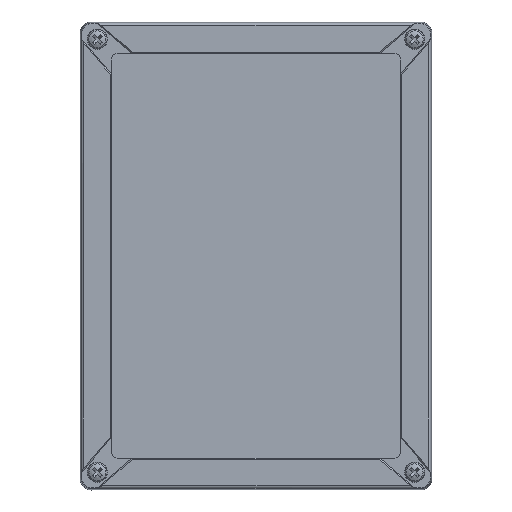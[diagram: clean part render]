
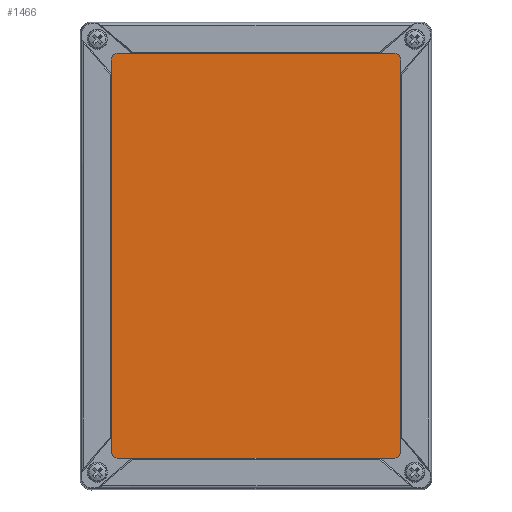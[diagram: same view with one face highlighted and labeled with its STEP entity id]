
A CAD part, top view. The second image highlights one B-rep face of the part: STEP entity #1466.
In plain terms, the highlighted planar face has unit normal (0, 0, 1).
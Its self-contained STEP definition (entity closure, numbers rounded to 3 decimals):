
#1466 = ADVANCED_FACE( '', ( #3314 ), #3315, .T. );
#3314 = FACE_OUTER_BOUND( '', #5618, .T. );
#3315 = PLANE( '', #5619 );
#5618 = EDGE_LOOP( '', ( #9760, #9761, #9762, #9763, #9764, #9765, #9766, #9767 ) );
#5619 = AXIS2_PLACEMENT_3D( '', #9768, #9769, #9770 );
#9760 = ORIENTED_EDGE( '', *, *, #14673, .T. );
#9761 = ORIENTED_EDGE( '', *, *, #14674, .T. );
#9762 = ORIENTED_EDGE( '', *, *, #14664, .T. );
#9763 = ORIENTED_EDGE( '', *, *, #13503, .T. );
#9764 = ORIENTED_EDGE( '', *, *, #14675, .T. );
#9765 = ORIENTED_EDGE( '', *, *, #13549, .T. );
#9766 = ORIENTED_EDGE( '', *, *, #13422, .T. );
#9767 = ORIENTED_EDGE( '', *, *, #13483, .T. );
#9768 = CARTESIAN_POINT( '', ( -59.5, 84.5, 29.1 ) );
#9769 = DIRECTION( '', ( 0., 0., 1. ) );
#9770 = DIRECTION( '', ( 1., 0., 0. ) );
#13422 = EDGE_CURVE( '', #16077, #16075, #16078, .T. );
#13483 = EDGE_CURVE( '', #16075, #16182, #16184, .T. );
#13503 = EDGE_CURVE( '', #16218, #16216, #16219, .T. );
#13549 = EDGE_CURVE( '', #16296, #16077, #16297, .T. );
#14664 = EDGE_CURVE( '', #18029, #16218, #18030, .T. );
#14673 = EDGE_CURVE( '', #16182, #18040, #18041, .T. );
#14674 = EDGE_CURVE( '', #18040, #18029, #18042, .T. );
#14675 = EDGE_CURVE( '', #16216, #16296, #18043, .T. );
#16075 = VERTEX_POINT( '', #19901 );
#16077 = VERTEX_POINT( '', #19904 );
#16078 = CIRCLE( '', #19905, 3. );
#16182 = VERTEX_POINT( '', #20061 );
#16184 = LINE( '', #20064, #20065 );
#16216 = VERTEX_POINT( '', #20126 );
#16218 = VERTEX_POINT( '', #20129 );
#16219 = LINE( '', #20130, #20131 );
#16296 = VERTEX_POINT( '', #20239 );
#16297 = LINE( '', #20240, #20241 );
#18029 = VERTEX_POINT( '', #22922 );
#18030 = CIRCLE( '', #22923, 3. );
#18040 = VERTEX_POINT( '', #22938 );
#18041 = CIRCLE( '', #22939, 3. );
#18042 = LINE( '', #22940, #22941 );
#18043 = CIRCLE( '', #22942, 3. );
#19901 = CARTESIAN_POINT( '', ( 59.5, 87.5, 29.1 ) );
#19904 = CARTESIAN_POINT( '', ( 62.5, 84.5, 29.1 ) );
#19905 = AXIS2_PLACEMENT_3D( '', #25057, #25058, #25059 );
#20061 = CARTESIAN_POINT( '', ( -59.5, 87.5, 29.1 ) );
#20064 = CARTESIAN_POINT( '', ( 59.5, 87.5, 29.1 ) );
#20065 = VECTOR( '', #25137, 1000. );
#20126 = CARTESIAN_POINT( '', ( 59.5, -87.5, 29.1 ) );
#20129 = CARTESIAN_POINT( '', ( -59.5, -87.5, 29.1 ) );
#20130 = CARTESIAN_POINT( '', ( -59.5, -87.5, 29.1 ) );
#20131 = VECTOR( '', #25160, 1000. );
#20239 = CARTESIAN_POINT( '', ( 62.5, -84.5, 29.1 ) );
#20240 = CARTESIAN_POINT( '', ( 62.5, -84.5, 29.1 ) );
#20241 = VECTOR( '', #25207, 1000. );
#22922 = CARTESIAN_POINT( '', ( -62.5, -84.5, 29.1 ) );
#22923 = AXIS2_PLACEMENT_3D( '', #26572, #26573, #26574 );
#22938 = CARTESIAN_POINT( '', ( -62.5, 84.5, 29.1 ) );
#22939 = AXIS2_PLACEMENT_3D( '', #26580, #26581, #26582 );
#22940 = CARTESIAN_POINT( '', ( -62.5, 84.5, 29.1 ) );
#22941 = VECTOR( '', #26583, 1000. );
#22942 = AXIS2_PLACEMENT_3D( '', #26584, #26585, #26586 );
#25057 = CARTESIAN_POINT( '', ( 59.5, 84.5, 29.1 ) );
#25058 = DIRECTION( '', ( 0., 0., 1. ) );
#25059 = DIRECTION( '', ( 1., 0., 0. ) );
#25137 = DIRECTION( '', ( -1., 0., 0. ) );
#25160 = DIRECTION( '', ( 1., 0., 0. ) );
#25207 = DIRECTION( '', ( 0., 1., 0. ) );
#26572 = CARTESIAN_POINT( '', ( -59.5, -84.5, 29.1 ) );
#26573 = DIRECTION( '', ( 0., 0., 1. ) );
#26574 = DIRECTION( '', ( 1., 0., 0. ) );
#26580 = CARTESIAN_POINT( '', ( -59.5, 84.5, 29.1 ) );
#26581 = DIRECTION( '', ( 0., 0., 1. ) );
#26582 = DIRECTION( '', ( 1., 0., 0. ) );
#26583 = DIRECTION( '', ( 0., -1., 0. ) );
#26584 = CARTESIAN_POINT( '', ( 59.5, -84.5, 29.1 ) );
#26585 = DIRECTION( '', ( 0., 0., 1. ) );
#26586 = DIRECTION( '', ( 1., 0., 0. ) );
